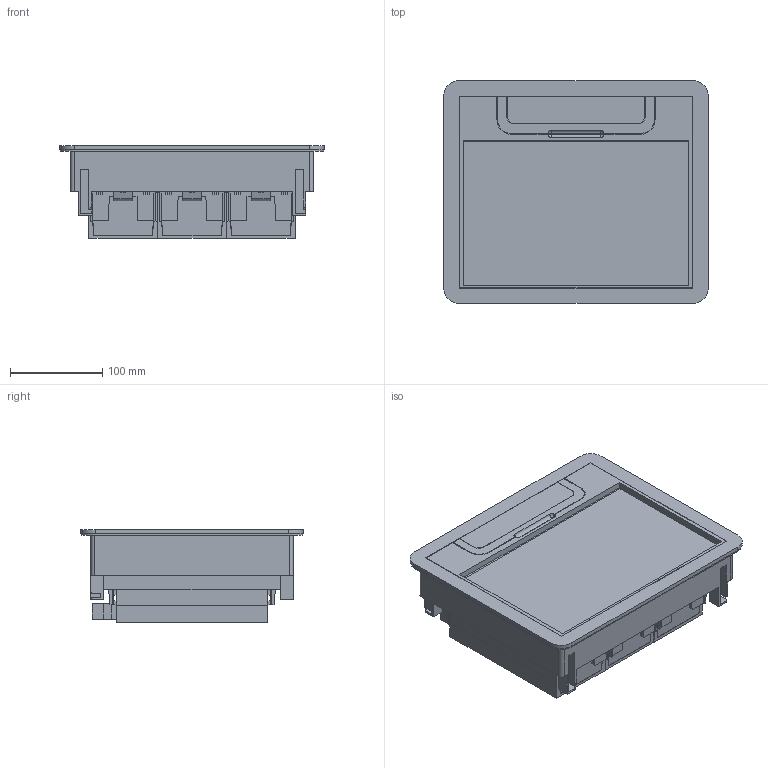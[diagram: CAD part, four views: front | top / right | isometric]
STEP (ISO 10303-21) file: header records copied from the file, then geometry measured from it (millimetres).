
FILE_DESCRIPTION(('CATIA V5 STEP Exchange','CAx-IF Rec.Pracs.--- Composite Materials ---3.4---2017-06-13'),'2;1');
FILE_NAME('LG-080701-S-ferme.stp','2025-04-28T12:42:54+00:00',('none'),('none'),'CATIA Version 5-6 Release 2020','CATIA V5 STEP AP203 v1','none');
FILE_SCHEMA(('CONFIG_CONTROL_DESIGN'));
Length unit declared in the file: millimetre
Products named in the file (4): A029367AA; A027501; A004290_A-AS1; A027674_A-ASS PLANCHER TECHNIQUE
Assembly tree (11 placements, depth 3):
  A029367AA
    A027501
      #65
    A004290_A-AS1
      #6431
      #21281
    A027674_A-ASS PLANCHER TECHNIQUE  x3
      #24130
      #32009
      #32560
Bounding box: 285.97 x 240.97 x 100.5 mm (x, y, z)
Volume: 1153121.6 mm3; surface area: 811715 mm2
Topology: 15 solids, 15 shells, 1765 faces, 5071 edges, 3336 vertices
Faces by surface type: plane 1506, cylinder 217, extrusion 30, revolution 12
Entity records: 34341 total; most frequent: CARTESIAN_POINT 6906, ORIENTED_EDGE 6406, DIRECTION 4423, EDGE_CURVE 3203, VECTOR 2833, LINE 2803, VERTEX_POINT 2112, EDGE_LOOP 1179
